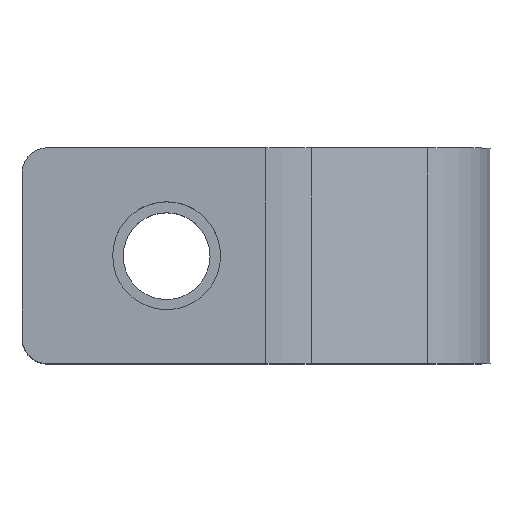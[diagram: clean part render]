
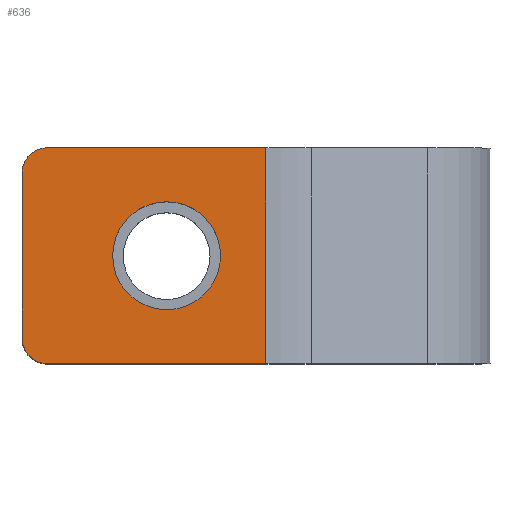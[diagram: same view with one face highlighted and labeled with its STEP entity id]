
A CAD part, top view. The second image highlights one B-rep face of the part: STEP entity #636.
In plain terms, the highlighted planar face has unit normal (0, 0, 1).
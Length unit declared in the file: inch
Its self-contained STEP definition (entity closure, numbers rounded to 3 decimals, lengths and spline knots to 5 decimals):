
#9 = EDGE_LOOP ( 'NONE', ( #180, #730, #206, #326, #1052, #758 ) ) ;
#17 = EDGE_CURVE ( 'NONE', #659, #903, #638, .T. ) ;
#97 = FACE_OUTER_BOUND ( 'NONE', #9, .T. ) ;
#108 = VECTOR ( 'NONE', #899, 39.37008 ) ;
#129 = CARTESIAN_POINT ( 'NONE',  ( 0.22995, 0.25, 0.375 ) ) ;
#131 = VECTOR ( 'NONE', #1041, 39.37008 ) ;
#151 = EDGE_CURVE ( 'NONE', #1081, #305, #359, .T. ) ;
#152 = LINE ( 'NONE', #670, #558 ) ;
#180 = ORIENTED_EDGE ( 'NONE', *, *, #693, .T. ) ;
#206 = ORIENTED_EDGE ( 'NONE', *, *, #1061, .F. ) ;
#219 = DIRECTION ( 'NONE',  ( 0., 0., 1. ) ) ;
#247 = DIRECTION ( 'NONE',  ( -1., 0., 0. ) ) ;
#258 = EDGE_CURVE ( 'NONE', #626, #829, #1050, .T. ) ;
#285 = CIRCLE ( 'NONE', #1068, 0.125 ) ;
#296 = DIRECTION ( 'NONE',  ( -1., 0., 0. ) ) ;
#305 = VERTEX_POINT ( 'NONE', #629 ) ;
#326 = ORIENTED_EDGE ( 'NONE', *, *, #151, .T. ) ;
#336 = CARTESIAN_POINT ( 'NONE',  ( -0.27594, 0.19094, 0.375 ) ) ;
#359 = CIRCLE ( 'NONE', #974, 0.05906 ) ;
#368 = FACE_BOUND ( 'NONE', #1099, .T. ) ;
#440 = AXIS2_PLACEMENT_3D ( 'NONE', #1032, #1016, #247 ) ;
#443 = VERTEX_POINT ( 'NONE', #564 ) ;
#445 = CARTESIAN_POINT ( 'NONE',  ( 0., 0.25, 0.375 ) ) ;
#454 = CIRCLE ( 'NONE', #440, 0.05906 ) ;
#479 = CARTESIAN_POINT ( 'NONE',  ( 0., 0., 0.375 ) ) ;
#480 = AXIS2_PLACEMENT_3D ( 'NONE', #445, #623, #296 ) ;
#484 = CARTESIAN_POINT ( 'NONE',  ( 0.22995, -0.25, 0.375 ) ) ;
#545 = VECTOR ( 'NONE', #740, 39.37008 ) ;
#558 = VECTOR ( 'NONE', #845, 39.37008 ) ;
#564 = CARTESIAN_POINT ( 'NONE',  ( -0.335, -0.19094, 0.375 ) ) ;
#565 = ORIENTED_EDGE ( 'NONE', *, *, #258, .F. ) ;
#595 = DIRECTION ( 'NONE',  ( 0., 0., 1. ) ) ;
#617 = CARTESIAN_POINT ( 'NONE',  ( 0.125, 0., 0.375 ) ) ;
#623 = DIRECTION ( 'NONE',  ( 0., 0., -1. ) ) ;
#626 = VERTEX_POINT ( 'NONE', #617 ) ;
#627 = EDGE_CURVE ( 'NONE', #305, #443, #698, .T. ) ;
#629 = CARTESIAN_POINT ( 'NONE',  ( -0.335, 0.19094, 0.375 ) ) ;
#636 = ADVANCED_FACE ( 'NONE', ( #368, #97 ), #716, .F. ) ;
#638 = LINE ( 'NONE', #129, #545 ) ;
#641 = CARTESIAN_POINT ( 'NONE',  ( 0.22995, 0.25, 0.375 ) ) ;
#659 = VERTEX_POINT ( 'NONE', #484 ) ;
#670 = CARTESIAN_POINT ( 'NONE',  ( 0., 0.25, 0.375 ) ) ;
#693 = EDGE_CURVE ( 'NONE', #1001, #659, #992, .T. ) ;
#698 = LINE ( 'NONE', #710, #131 ) ;
#710 = CARTESIAN_POINT ( 'NONE',  ( -0.335, 0.25, 0.375 ) ) ;
#714 = CARTESIAN_POINT ( 'NONE',  ( 0., 0., 0.375 ) ) ;
#716 = PLANE ( 'NONE',  #480 ) ;
#730 = ORIENTED_EDGE ( 'NONE', *, *, #17, .T. ) ;
#740 = DIRECTION ( 'NONE',  ( 0., 1., 0. ) ) ;
#751 = CARTESIAN_POINT ( 'NONE',  ( -0.27594, -0.25, 0.375 ) ) ;
#758 = ORIENTED_EDGE ( 'NONE', *, *, #811, .T. ) ;
#770 = DIRECTION ( 'NONE',  ( -1., 0., 0. ) ) ;
#811 = EDGE_CURVE ( 'NONE', #443, #1001, #454, .T. ) ;
#812 = CARTESIAN_POINT ( 'NONE',  ( -0.125, 0., 0.375 ) ) ;
#827 = DIRECTION ( 'NONE',  ( 1., 0., 0. ) ) ;
#829 = VERTEX_POINT ( 'NONE', #812 ) ;
#845 = DIRECTION ( 'NONE',  ( 1., 0., 0. ) ) ;
#863 = EDGE_CURVE ( 'NONE', #829, #626, #285, .T. ) ;
#899 = DIRECTION ( 'NONE',  ( 1., 0., 0. ) ) ;
#903 = VERTEX_POINT ( 'NONE', #641 ) ;
#923 = ORIENTED_EDGE ( 'NONE', *, *, #863, .F. ) ;
#926 = CARTESIAN_POINT ( 'NONE',  ( -0.27594, 0.25, 0.375 ) ) ;
#930 = AXIS2_PLACEMENT_3D ( 'NONE', #714, #1059, #1065 ) ;
#974 = AXIS2_PLACEMENT_3D ( 'NONE', #336, #595, #770 ) ;
#992 = LINE ( 'NONE', #997, #108 ) ;
#997 = CARTESIAN_POINT ( 'NONE',  ( 0., -0.25, 0.375 ) ) ;
#1001 = VERTEX_POINT ( 'NONE', #751 ) ;
#1016 = DIRECTION ( 'NONE',  ( 0., 0., 1. ) ) ;
#1032 = CARTESIAN_POINT ( 'NONE',  ( -0.27594, -0.19094, 0.375 ) ) ;
#1041 = DIRECTION ( 'NONE',  ( 0., -1., 0. ) ) ;
#1050 = CIRCLE ( 'NONE', #930, 0.125 ) ;
#1052 = ORIENTED_EDGE ( 'NONE', *, *, #627, .T. ) ;
#1059 = DIRECTION ( 'NONE',  ( 0., 0., 1. ) ) ;
#1061 = EDGE_CURVE ( 'NONE', #1081, #903, #152, .T. ) ;
#1065 = DIRECTION ( 'NONE',  ( 1., 0., 0. ) ) ;
#1068 = AXIS2_PLACEMENT_3D ( 'NONE', #479, #219, #827 ) ;
#1081 = VERTEX_POINT ( 'NONE', #926 ) ;
#1099 = EDGE_LOOP ( 'NONE', ( #565, #923 ) ) ;
